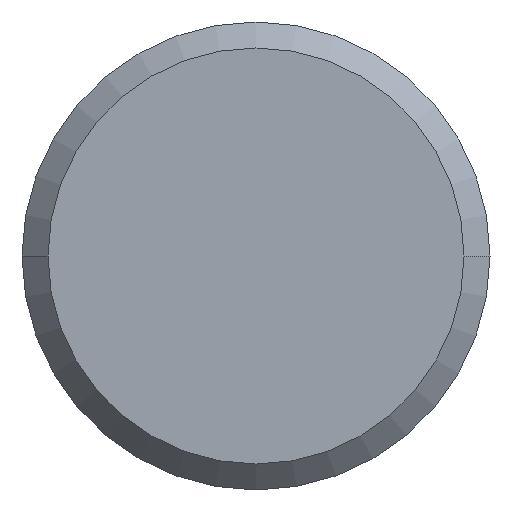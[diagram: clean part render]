
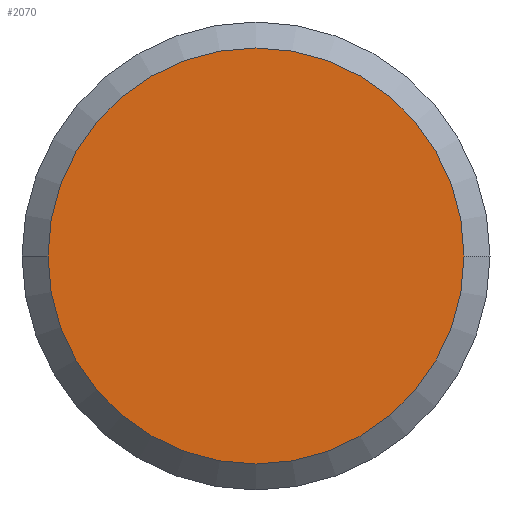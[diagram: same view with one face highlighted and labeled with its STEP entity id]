
A CAD part, left-side view. The second image highlights one B-rep face of the part: STEP entity #2070.
In plain terms, the highlighted planar face has unit normal (-1, 0, 0).
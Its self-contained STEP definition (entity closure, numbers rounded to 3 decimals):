
#1740=CARTESIAN_POINT('',(-50.,8.,0.));
#1750=VERTEX_POINT('',#1740);
#1830=CARTESIAN_POINT('',(-50.,-8.,0.));
#1840=VERTEX_POINT('',#1830);
#1870=CARTESIAN_POINT('',(-50.,0.,0.));
#1880=DIRECTION('',(1.,0.,0.));
#1890=DIRECTION('',(0.,-1.,0.));
#1900=AXIS2_PLACEMENT_3D('',#1870,#1880,#1890);
#1910=CIRCLE('',#1900,8.);
#1920=EDGE_CURVE('',#1750,#1840,#1910,.T.);
#1970=CARTESIAN_POINT('',(-50.,7.,0.));
#1980=DIRECTION('',(1.,0.,0.));
#1990=DIRECTION('',(0.,-1.,0.));
#2000=AXIS2_PLACEMENT_3D('',#1970,#1980,#1990);
#2010=PLANE('',#2000);
#2020=EDGE_CURVE('',#1840,#1750,#1910,.T.);
#2030=ORIENTED_EDGE('',*,*,#2020,.F.);
#2040=ORIENTED_EDGE('',*,*,#1920,.F.);
#2050=EDGE_LOOP('',(#2040,#2030));
#2060=FACE_OUTER_BOUND('',#2050,.T.);
#2070=ADVANCED_FACE('',(#2060),#2010,.F.);
